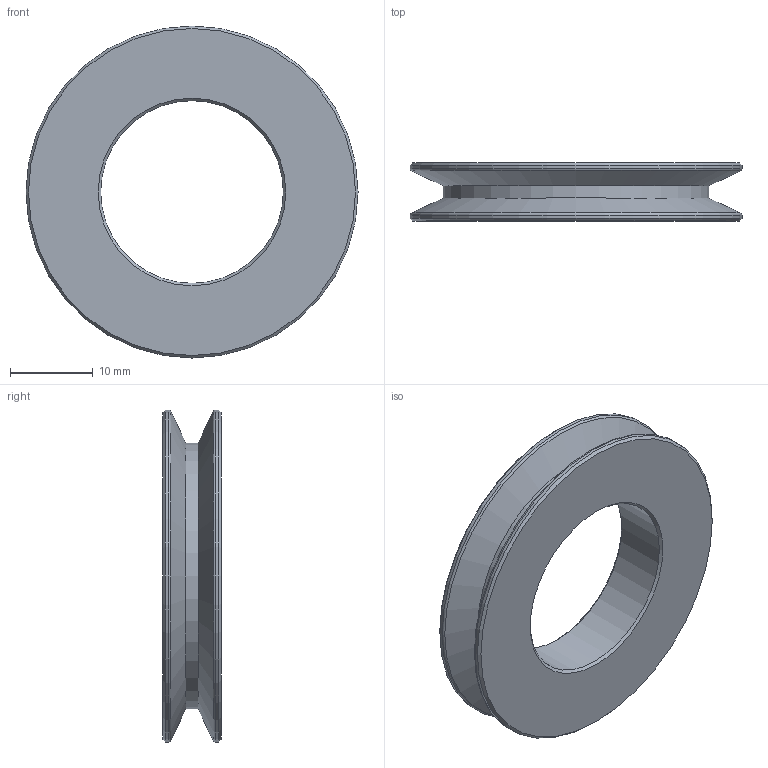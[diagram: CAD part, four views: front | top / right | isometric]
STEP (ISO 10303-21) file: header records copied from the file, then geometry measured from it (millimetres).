
FILE_DESCRIPTION (( 'STEP AP203' ), '1' );
FILE_NAME ('250630 STEP 1-400392-01_2151.STEP', '2025-06-30T09:45:06', ( '' ), ( '' ), 'SwSTEP 2.0', 'SolidWorks 2024', '' );
FILE_SCHEMA (( 'CONFIG_CONTROL_DESIGN' ));
Length unit declared in the file: millimetre
Products named in the file (1): 250630 STEP 1-400392-01_2151
Bounding box: 40 x 7 x 40 mm (x, y, z)
Volume: 4562.8 mm3; surface area: 3529.2 mm2
Topology: 1 solids, 1 shells, 14 faces, 30 edges, 18 vertices
Faces by surface type: cone 6, cylinder 4, plane 2, torus 2
Full cylindrical faces by diameter (mm): 22 x1, 32 x1, 40 x2
Entity records: 365 total; most frequent: DIRECTION 58, CARTESIAN_POINT 43, AXIS2_PLACEMENT_3D 29, EDGE_LOOP 28, ORIENTED_EDGE 28, FACE_OUTER_BOUND 20, EDGE_CURVE 14, VERTEX_POINT 14
